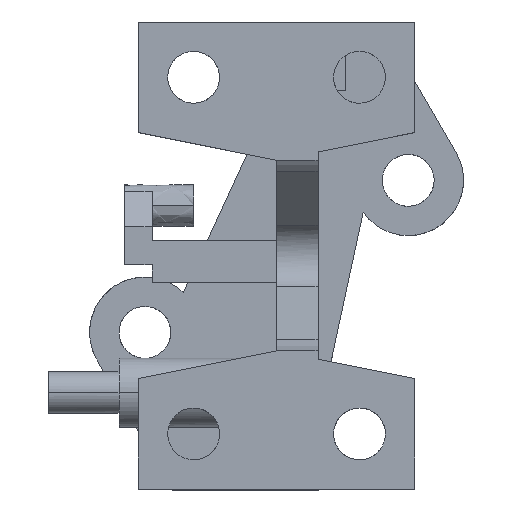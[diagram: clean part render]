
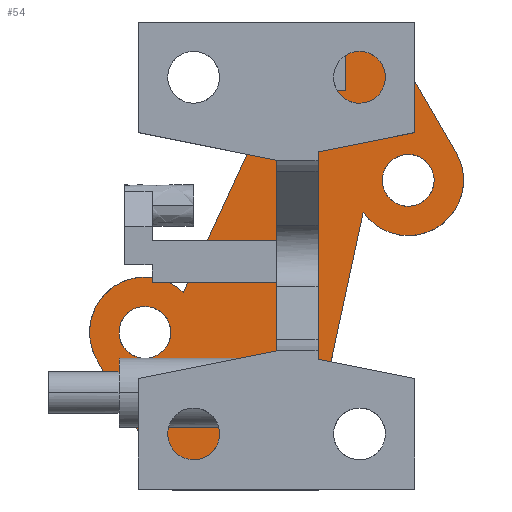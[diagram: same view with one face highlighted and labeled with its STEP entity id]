
A CAD part, top view. The second image highlights one B-rep face of the part: STEP entity #54.
In plain terms, the highlighted planar face has unit normal (0, 0, 1).
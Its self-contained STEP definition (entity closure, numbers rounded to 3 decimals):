
#24=FACE_BOUND('',#207,.T.);
#25=FACE_BOUND('',#208,.T.);
#54=ADVANCED_FACE('',(#130,#24,#25),#1294,.T.);
#130=FACE_OUTER_BOUND('',#206,.T.);
#206=EDGE_LOOP('',(#338,#339,#340,#341,#342,#343,#344,#345,#346,#347,#348,
#349,#350,#351));
#207=EDGE_LOOP('',(#352,#353));
#208=EDGE_LOOP('',(#354,#355));
#338=ORIENTED_EDGE('',*,*,#926,.F.);
#339=ORIENTED_EDGE('',*,*,#825,.F.);
#340=ORIENTED_EDGE('',*,*,#915,.F.);
#341=ORIENTED_EDGE('',*,*,#766,.T.);
#342=ORIENTED_EDGE('',*,*,#911,.T.);
#343=ORIENTED_EDGE('',*,*,#808,.F.);
#344=ORIENTED_EDGE('',*,*,#934,.F.);
#345=ORIENTED_EDGE('',*,*,#903,.F.);
#346=ORIENTED_EDGE('',*,*,#763,.F.);
#347=ORIENTED_EDGE('',*,*,#909,.F.);
#348=ORIENTED_EDGE('',*,*,#765,.T.);
#349=ORIENTED_EDGE('',*,*,#764,.T.);
#350=ORIENTED_EDGE('',*,*,#919,.F.);
#351=ORIENTED_EDGE('',*,*,#792,.F.);
#352=ORIENTED_EDGE('',*,*,#761,.F.);
#353=ORIENTED_EDGE('',*,*,#721,.F.);
#354=ORIENTED_EDGE('',*,*,#917,.F.);
#355=ORIENTED_EDGE('',*,*,#762,.F.);
#721=EDGE_CURVE('',#1154,#1155,#1061,.T.);
#761=EDGE_CURVE('',#1155,#1154,#1101,.T.);
#762=EDGE_CURVE('',#1158,#1159,#1102,.T.);
#763=EDGE_CURVE('',#1205,#1204,#1103,.T.);
#764=EDGE_CURVE('',#1162,#1289,#1104,.T.);
#765=EDGE_CURVE('',#1161,#1162,#1105,.T.);
#766=EDGE_CURVE('',#1209,#1292,#1106,.T.);
#792=EDGE_CURVE('',#1202,#1206,#954,.T.);
#808=EDGE_CURVE('',#1211,#1210,#969,.T.);
#825=EDGE_CURVE('',#1208,#1207,#986,.T.);
#903=EDGE_CURVE('',#1204,#1203,#1038,.T.);
#909=EDGE_CURVE('',#1161,#1205,#1042,.T.);
#911=EDGE_CURVE('',#1292,#1210,#1044,.T.);
#915=EDGE_CURVE('',#1209,#1208,#1046,.T.);
#917=EDGE_CURVE('',#1159,#1158,#1145,.T.);
#919=EDGE_CURVE('',#1206,#1289,#1049,.T.);
#926=EDGE_CURVE('',#1207,#1202,#1052,.T.);
#934=EDGE_CURVE('',#1203,#1211,#1058,.T.);
#954=B_SPLINE_CURVE_WITH_KNOTS('',1,(#2413,#2414),.UNSPECIFIED.,.F.,.F.,
(2,2),(-3.,-2.),.UNSPECIFIED.);
#969=B_SPLINE_CURVE_WITH_KNOTS('',1,(#2448,#2449),.UNSPECIFIED.,.F.,.F.,
(2,2),(-3.,-2.),.UNSPECIFIED.);
#986=B_SPLINE_CURVE_WITH_KNOTS('',1,(#2482,#2483),.UNSPECIFIED.,.F.,.F.,
(2,2),(-5.,-4.),.UNSPECIFIED.);
#1038=B_SPLINE_CURVE_WITH_KNOTS('',1,(#2726,#2727),.UNSPECIFIED.,.F.,.F.,
(2,2),(-1.,0.),.UNSPECIFIED.);
#1042=B_SPLINE_CURVE_WITH_KNOTS('',1,(#2741,#2742),.UNSPECIFIED.,.F.,.F.,
(2,2),(0.,1.),.UNSPECIFIED.);
#1044=B_SPLINE_CURVE_WITH_KNOTS('',1,(#2745,#2746),.UNSPECIFIED.,.F.,.F.,
(2,2),(-1.,0.),.UNSPECIFIED.);
#1046=B_SPLINE_CURVE_WITH_KNOTS('',1,(#2760,#2761),.UNSPECIFIED.,.F.,.F.,
(2,2),(-1.,0.),.UNSPECIFIED.);
#1049=B_SPLINE_CURVE_WITH_KNOTS('',1,(#2775,#2776),.UNSPECIFIED.,.F.,.F.,
(2,2),(-1.,0.),.UNSPECIFIED.);
#1052=B_SPLINE_CURVE_WITH_KNOTS('',1,(#2803,#2804),.UNSPECIFIED.,.F.,.F.,
(2,2),(0.,1.),.UNSPECIFIED.);
#1058=B_SPLINE_CURVE_WITH_KNOTS('',1,(#2834,#2835,#2836),.UNSPECIFIED.,
 .F.,.F.,(2,1,2),(-1.,-0.593,0.),.UNSPECIFIED.);
#1061=(
BOUNDED_CURVE()
B_SPLINE_CURVE(2,(#2136,#2137,#2138,#2139,#2140,#2141,#2142,#2143,#2144),
 .UNSPECIFIED.,.F.,.F.)
B_SPLINE_CURVE_WITH_KNOTS((3,2,2,2,3),(-4.142,-3.651,
-2.768,-1.884,-1.),.UNSPECIFIED.)
CURVE()
GEOMETRIC_REPRESENTATION_ITEM()
RATIONAL_B_SPLINE_CURVE((1.,0.97,1.,0.904,1.,0.904,
1.,0.904,1.))
REPRESENTATION_ITEM('')
);
#1101=(
BOUNDED_CURVE()
B_SPLINE_CURVE(2,(#2322,#2323,#2324,#2325,#2326),.UNSPECIFIED.,.F.,.F.)
B_SPLINE_CURVE_WITH_KNOTS((3,2,3),(4.712,6.283,7.854),
 .UNSPECIFIED.)
CURVE()
GEOMETRIC_REPRESENTATION_ITEM()
RATIONAL_B_SPLINE_CURVE((1.,0.707,1.,0.707,1.))
REPRESENTATION_ITEM('')
);
#1102=(
BOUNDED_CURVE()
B_SPLINE_CURVE(2,(#2327,#2328,#2329,#2330,#2331),.UNSPECIFIED.,.F.,.F.)
B_SPLINE_CURVE_WITH_KNOTS((3,2,3),(7.854,9.425,10.996),
 .UNSPECIFIED.)
CURVE()
GEOMETRIC_REPRESENTATION_ITEM()
RATIONAL_B_SPLINE_CURVE((1.,0.707,1.,0.707,1.))
REPRESENTATION_ITEM('')
);
#1103=(
BOUNDED_CURVE()
B_SPLINE_CURVE(2,(#2332,#2333,#2334),.UNSPECIFIED.,.F.,.F.)
B_SPLINE_CURVE_WITH_KNOTS((3,3),(6.047,7.047),
 .UNSPECIFIED.)
CURVE()
GEOMETRIC_REPRESENTATION_ITEM()
RATIONAL_B_SPLINE_CURVE((1.,1.,1.))
REPRESENTATION_ITEM('')
);
#1104=(
BOUNDED_CURVE()
B_SPLINE_CURVE(2,(#2335,#2336,#2337,#2338,#2339),.UNSPECIFIED.,.F.,.F.)
B_SPLINE_CURVE_WITH_KNOTS((3,2,3),(-4.094,-3.047,
-2.),.UNSPECIFIED.)
CURVE()
GEOMETRIC_REPRESENTATION_ITEM()
RATIONAL_B_SPLINE_CURVE((1.,0.866,1.,0.866,1.))
REPRESENTATION_ITEM('')
);
#1105=(
BOUNDED_CURVE()
B_SPLINE_CURVE(2,(#2340,#2341,#2342),.UNSPECIFIED.,.F.,.F.)
B_SPLINE_CURVE_WITH_KNOTS((3,3),(-5.047,-4.094),
 .UNSPECIFIED.)
CURVE()
GEOMETRIC_REPRESENTATION_ITEM()
RATIONAL_B_SPLINE_CURVE((1.,0.889,1.))
REPRESENTATION_ITEM('')
);
#1106=(
BOUNDED_CURVE()
B_SPLINE_CURVE(2,(#2343,#2344,#2345,#2346,#2347),.UNSPECIFIED.,.F.,.F.)
B_SPLINE_CURVE_WITH_KNOTS((3,2,3),(-13.908,-12.478,
-11.047),.UNSPECIFIED.)
CURVE()
GEOMETRIC_REPRESENTATION_ITEM()
RATIONAL_B_SPLINE_CURVE((1.,0.755,1.,0.755,1.))
REPRESENTATION_ITEM('')
);
#1145=(
BOUNDED_CURVE()
B_SPLINE_CURVE(2,(#2764,#2765,#2766,#2767,#2768,#2769,#2770,#2771,#2772),
 .UNSPECIFIED.,.F.,.F.)
B_SPLINE_CURVE_WITH_KNOTS((3,2,2,2,3),(-3.142,-2.258,
-1.374,-0.49,0.),.UNSPECIFIED.)
CURVE()
GEOMETRIC_REPRESENTATION_ITEM()
RATIONAL_B_SPLINE_CURVE((1.,0.904,1.,0.904,1.,0.904,
1.,0.97,1.))
REPRESENTATION_ITEM('')
);
#1154=VERTEX_POINT('',#1994);
#1155=VERTEX_POINT('',#1995);
#1158=VERTEX_POINT('',#1998);
#1159=VERTEX_POINT('',#1999);
#1161=VERTEX_POINT('',#2001);
#1162=VERTEX_POINT('',#2002);
#1202=VERTEX_POINT('',#2042);
#1203=VERTEX_POINT('',#2043);
#1204=VERTEX_POINT('',#2044);
#1205=VERTEX_POINT('',#2045);
#1206=VERTEX_POINT('',#2046);
#1207=VERTEX_POINT('',#2047);
#1208=VERTEX_POINT('',#2048);
#1209=VERTEX_POINT('',#2049);
#1210=VERTEX_POINT('',#2050);
#1211=VERTEX_POINT('',#2051);
#1289=VERTEX_POINT('',#2129);
#1292=VERTEX_POINT('',#2132);
#1294=PLANE('',#1390);
#1390=AXIS2_PLACEMENT_3D('',#1696,#1441,$);
#1441=DIRECTION('',(0.,0.,1.));
#1696=CARTESIAN_POINT('',(17.044,-20.292,-8.));
#1994=CARTESIAN_POINT('',(9.526,7.375,-8.));
#1995=CARTESIAN_POINT('',(9.526,3.625,-8.));
#1998=CARTESIAN_POINT('',(-9.526,-3.625,-8.));
#1999=CARTESIAN_POINT('',(-9.526,-7.375,-8.));
#2001=CARTESIAN_POINT('',(6.266,3.183,-8.));
#2002=CARTESIAN_POINT('',(9.526,1.5,-8.));
#2042=CARTESIAN_POINT('',(5.,16.9,-8.));
#2043=CARTESIAN_POINT('',(-2.,-12.2,-8.));
#2044=CARTESIAN_POINT('',(3.,-12.2,-8.));
#2045=CARTESIAN_POINT('',(3.,-12.,-8.));
#2046=CARTESIAN_POINT('',(7.563,16.9,-8.));
#2047=CARTESIAN_POINT('',(5.,12.,-8.));
#2048=CARTESIAN_POINT('',(0.,12.,-8.));
#2049=CARTESIAN_POINT('',(-6.753,-2.617,-8.));
#2050=CARTESIAN_POINT('',(-7.563,-16.9,-8.));
#2051=CARTESIAN_POINT('',(-2.,-16.9,-8.));
#2129=CARTESIAN_POINT('',(12.99,7.5,-8.));
#2132=CARTESIAN_POINT('',(-12.99,-7.5,-8.));
#2136=CARTESIAN_POINT('',(9.526,7.375,-8.));
#2137=CARTESIAN_POINT('',(9.057,7.375,-8.));
#2138=CARTESIAN_POINT('',(8.642,7.154,-8.));
#2139=CARTESIAN_POINT('',(7.86,6.736,-8.));
#2140=CARTESIAN_POINT('',(7.687,5.866,-8.));
#2141=CARTESIAN_POINT('',(7.514,4.996,-8.));
#2142=CARTESIAN_POINT('',(8.077,4.311,-8.));
#2143=CARTESIAN_POINT('',(8.639,3.625,-8.));
#2144=CARTESIAN_POINT('',(9.526,3.625,-8.));
#2322=CARTESIAN_POINT('',(9.526,3.625,-8.));
#2323=CARTESIAN_POINT('',(11.401,3.625,-8.));
#2324=CARTESIAN_POINT('',(11.401,5.5,-8.));
#2325=CARTESIAN_POINT('',(11.401,7.375,-8.));
#2326=CARTESIAN_POINT('',(9.526,7.375,-8.));
#2327=CARTESIAN_POINT('',(-9.526,-3.625,-8.));
#2328=CARTESIAN_POINT('',(-11.401,-3.625,-8.));
#2329=CARTESIAN_POINT('',(-11.401,-5.5,-8.));
#2330=CARTESIAN_POINT('',(-11.401,-7.375,-8.));
#2331=CARTESIAN_POINT('',(-9.526,-7.375,-8.));
#2332=CARTESIAN_POINT('',(3.,-12.,-8.));
#2333=CARTESIAN_POINT('',(3.,-12.1,-8.));
#2334=CARTESIAN_POINT('',(3.,-12.2,-8.));
#2335=CARTESIAN_POINT('',(9.526,1.5,-8.));
#2336=CARTESIAN_POINT('',(11.836,1.5,-8.));
#2337=CARTESIAN_POINT('',(12.99,3.5,-8.));
#2338=CARTESIAN_POINT('',(14.145,5.5,-8.));
#2339=CARTESIAN_POINT('',(12.99,7.5,-8.));
#2340=CARTESIAN_POINT('',(6.266,3.183,-8.));
#2341=CARTESIAN_POINT('',(7.462,1.5,-8.));
#2342=CARTESIAN_POINT('',(9.526,1.5,-8.));
#2343=CARTESIAN_POINT('',(-6.753,-2.617,-8.));
#2344=CARTESIAN_POINT('',(-9.257,-0.209,-8.));
#2345=CARTESIAN_POINT('',(-11.992,-2.35,-8.));
#2346=CARTESIAN_POINT('',(-14.727,-4.492,-8.));
#2347=CARTESIAN_POINT('',(-12.99,-7.5,-8.));
#2413=CARTESIAN_POINT('',(5.,16.9,-8.));
#2414=CARTESIAN_POINT('',(7.563,16.9,-8.));
#2448=CARTESIAN_POINT('',(-2.,-16.9,-8.));
#2449=CARTESIAN_POINT('',(-7.563,-16.9,-8.));
#2482=CARTESIAN_POINT('',(0.,12.,-8.));
#2483=CARTESIAN_POINT('',(5.,12.,-8.));
#2726=CARTESIAN_POINT('',(3.,-12.2,-8.));
#2727=CARTESIAN_POINT('',(-2.,-12.2,-8.));
#2741=CARTESIAN_POINT('',(6.266,3.183,-8.));
#2742=CARTESIAN_POINT('',(3.,-12.,-8.));
#2745=CARTESIAN_POINT('',(-12.99,-7.5,-8.));
#2746=CARTESIAN_POINT('',(-7.563,-16.9,-8.));
#2760=CARTESIAN_POINT('',(-6.753,-2.617,-8.));
#2761=CARTESIAN_POINT('',(0.,12.,-8.));
#2764=CARTESIAN_POINT('',(-9.526,-7.375,-8.));
#2765=CARTESIAN_POINT('',(-8.639,-7.375,-8.));
#2766=CARTESIAN_POINT('',(-8.077,-6.689,-8.));
#2767=CARTESIAN_POINT('',(-7.514,-6.004,-8.));
#2768=CARTESIAN_POINT('',(-7.687,-5.134,-8.));
#2769=CARTESIAN_POINT('',(-7.86,-4.264,-8.));
#2770=CARTESIAN_POINT('',(-8.642,-3.846,-8.));
#2771=CARTESIAN_POINT('',(-9.057,-3.625,-8.));
#2772=CARTESIAN_POINT('',(-9.526,-3.625,-8.));
#2775=CARTESIAN_POINT('',(7.563,16.9,-8.));
#2776=CARTESIAN_POINT('',(12.99,7.5,-8.));
#2803=CARTESIAN_POINT('',(5.,12.,-8.));
#2804=CARTESIAN_POINT('',(5.,16.9,-8.));
#2834=CARTESIAN_POINT('',(-2.,-12.2,-8.));
#2835=CARTESIAN_POINT('',(-2.,-14.111,-8.));
#2836=CARTESIAN_POINT('',(-2.,-16.9,-8.));
